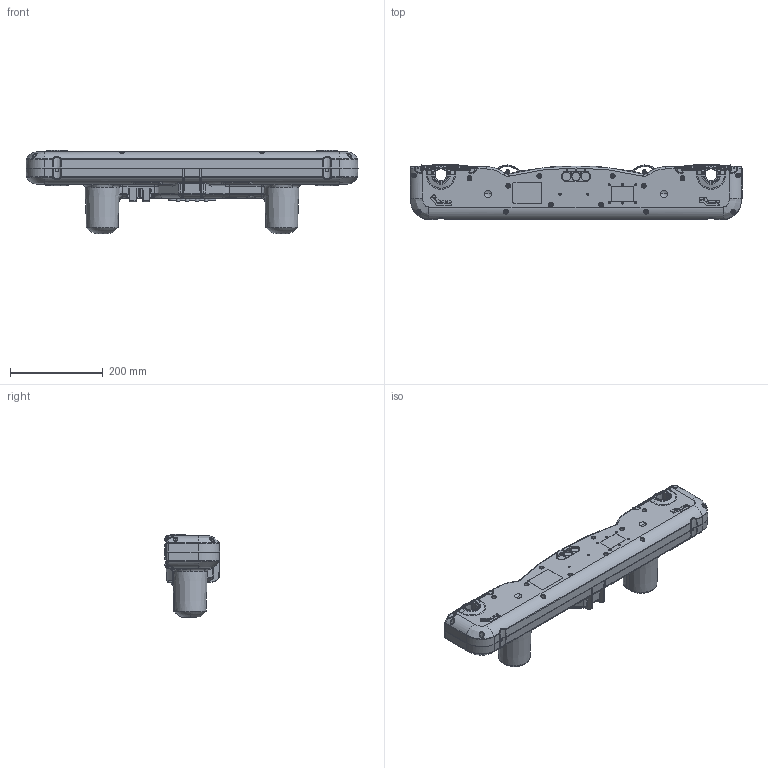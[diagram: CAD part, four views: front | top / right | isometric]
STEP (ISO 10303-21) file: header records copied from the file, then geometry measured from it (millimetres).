
FILE_DESCRIPTION (( 'STEP AP203' ), '1' );
FILE_NAME ('Duo 8.STEP', '2011-12-05T12:37:08', ( '.' ), ( '.' ), 'SwSTEP 2.0', 'SolidWorks 2008', '' );
FILE_SCHEMA (( 'CONFIG_CONTROL_DESIGN' ));
Products named in the file (1): Duo 8
Bounding box: 714 x 118.67 x 178.93 mm (x, y, z)
Volume: 6503931.1 mm3; surface area: 397882.2 mm2
Topology: 1 solids, 1 shells, 3306 faces, 8168 edges, 4925 vertices
Faces by surface type: bspline 1050, plane 978, cylinder 725, cone 253, torus 215, sphere 85
Entity records: 138923 total; most frequent: CARTESIAN_POINT 69307, ORIENTED_EDGE 16176, DIRECTION 12499, EDGE_CURVE 8088, VERTEX_POINT 4925, AXIS2_PLACEMENT_3D 4609, EDGE_LOOP 3467, FACE_OUTER_BOUND 3306
